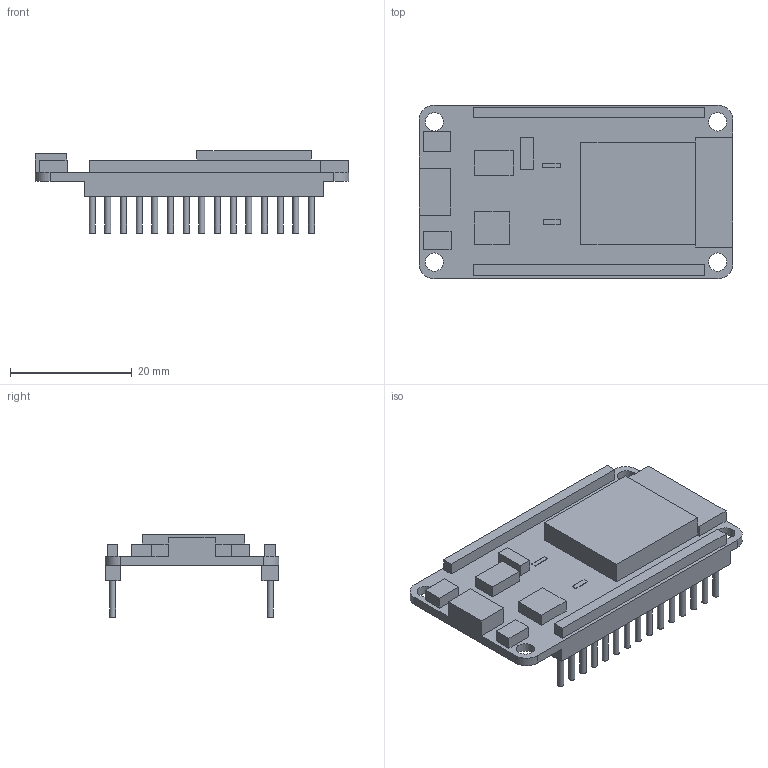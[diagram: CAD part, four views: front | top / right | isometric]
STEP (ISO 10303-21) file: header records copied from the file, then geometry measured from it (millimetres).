
FILE_DESCRIPTION(/* description */ (''),/* implementation_level */ '2;1');
FILE_NAME(/* name */ 'ESP32.step',/* time_stamp */ '2022-09-18T21:24:55+02:00',/* author */ (''),/* organization */ (''),/* preprocessor_version */ 'ST-DEVELOPER v19',/* originating_system */ 'Autodesk Translation Framework v11.7.0.108',/* authorisation */ '');
FILE_SCHEMA (('AUTOMOTIVE_DESIGN { 1 0 10303 214 3 1 1 }'));
Length unit declared in the file: millimetre
Products named in the file (1): ESP32
Bounding box: 51.5 x 28.5 x 13.5 mm (x, y, z)
Volume: 4720.3 mm3; surface area: 4994.4 mm2
Topology: 1 solids, 1 shells, 141 faces, 298 edges, 198 vertices
Faces by surface type: plane 103, cylinder 38
Full cylindrical faces by diameter (mm): 1 x30, 3 x4
Entity records: 3941 total; most frequent: DIRECTION 658, CARTESIAN_POINT 638, ORIENTED_EDGE 596, EDGE_CURVE 298, LINE 222, VECTOR 222, AXIS2_PLACEMENT_3D 218, VERTEX_POINT 198
